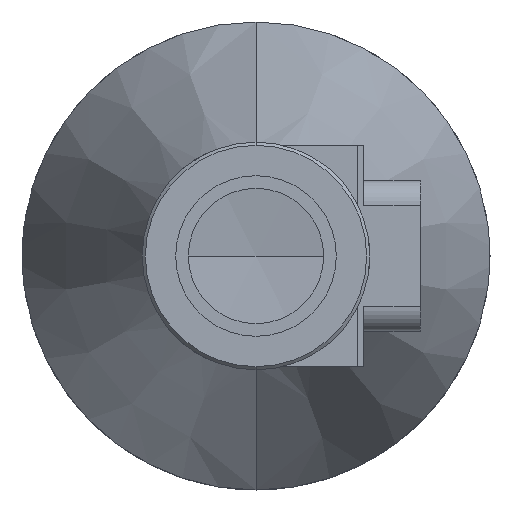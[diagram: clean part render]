
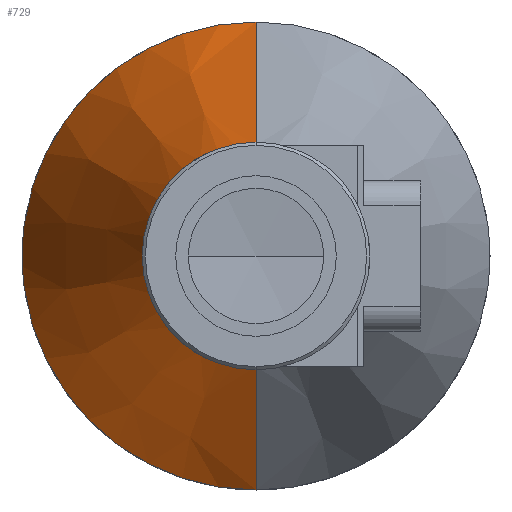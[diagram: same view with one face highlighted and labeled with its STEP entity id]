
A CAD part, front view. The second image highlights one B-rep face of the part: STEP entity #729.
In plain terms, the highlighted conical face has half-angle 21.083 degrees and reference radius 37 mm.
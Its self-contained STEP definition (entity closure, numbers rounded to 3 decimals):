
#7 = DIRECTION ( 'NONE',  ( 0., 1., 0. ) ) ;
#43 = DIRECTION ( 'NONE',  ( 0., 1., 0. ) ) ;
#123 = CARTESIAN_POINT ( 'NONE',  ( 0., 27., 0. ) ) ;
#159 = EDGE_CURVE ( 'NONE', #4195, #942, #3040, .T. ) ;
#163 = ORIENTED_EDGE ( 'NONE', *, *, #3988, .F. ) ;
#262 = FACE_OUTER_BOUND ( 'NONE', #1506, .T. ) ;
#289 = ORIENTED_EDGE ( 'NONE', *, *, #3924, .F. ) ;
#570 = CARTESIAN_POINT ( 'NONE',  ( 0., 77.58, -37. ) ) ;
#591 = ORIENTED_EDGE ( 'NONE', *, *, #1138, .T. ) ;
#631 = CARTESIAN_POINT ( 'NONE',  ( 0., 77.58, 37. ) ) ;
#657 = ORIENTED_EDGE ( 'NONE', *, *, #159, .F. ) ;
#691 = AXIS2_PLACEMENT_3D ( 'NONE', #123, #2863, #3194 ) ;
#729 = ADVANCED_FACE ( 'NONE', ( #262 ), #1883, .T. ) ;
#863 = VERTEX_POINT ( 'NONE', #2702 ) ;
#873 = DIRECTION ( 'NONE',  ( 0., 0., 1. ) ) ;
#942 = VERTEX_POINT ( 'NONE', #631 ) ;
#992 = CARTESIAN_POINT ( 'NONE',  ( -36.661, 77.58, -5. ) ) ;
#1064 = VECTOR ( 'NONE', #1583, 1000. ) ;
#1094 = CARTESIAN_POINT ( 'NONE',  ( 0., 77.58, 0. ) ) ;
#1138 = EDGE_CURVE ( 'NONE', #2010, #863, #3321, .T. ) ;
#1266 = EDGE_CURVE ( 'NONE', #2010, #3619, #1984, .T. ) ;
#1355 = AXIS2_PLACEMENT_3D ( 'NONE', #1651, #3653, #873 ) ;
#1428 = DIRECTION ( 'NONE',  ( 0., 0., 1. ) ) ;
#1449 = CARTESIAN_POINT ( 'NONE',  ( 0., 27., -17.5 ) ) ;
#1454 = CARTESIAN_POINT ( 'NONE',  ( 0., 77.58, 37. ) ) ;
#1506 = EDGE_LOOP ( 'NONE', ( #4219, #591, #3276, #657, #289, #163 ) ) ;
#1583 = DIRECTION ( 'NONE',  ( 0., 0.933, -0.36 ) ) ;
#1608 = CIRCLE ( 'NONE', #3164, 37. ) ;
#1651 = CARTESIAN_POINT ( 'NONE',  ( 0., 77.58, 0. ) ) ;
#1883 = CONICAL_SURFACE ( 'NONE', #2827, 37., 0.368 ) ;
#1884 = CARTESIAN_POINT ( 'NONE',  ( 0., 77.58, -37. ) ) ;
#1984 = LINE ( 'NONE', #570, #1064 ) ;
#2010 = VERTEX_POINT ( 'NONE', #1449 ) ;
#2073 = CARTESIAN_POINT ( 'NONE',  ( 0., 77.58, 0. ) ) ;
#2098 = DIRECTION ( 'NONE',  ( 0., 0., 1. ) ) ;
#2161 = CARTESIAN_POINT ( 'NONE',  ( 0., 77.58, 0. ) ) ;
#2422 = DIRECTION ( 'NONE',  ( 0., 0., 1. ) ) ;
#2648 = LINE ( 'NONE', #1454, #2755 ) ;
#2702 = CARTESIAN_POINT ( 'NONE',  ( 0., 27., 17.5 ) ) ;
#2755 = VECTOR ( 'NONE', #3874, 1000. ) ;
#2827 = AXIS2_PLACEMENT_3D ( 'NONE', #2161, #43, #2098 ) ;
#2863 = DIRECTION ( 'NONE',  ( 0., 1., 0. ) ) ;
#3040 = CIRCLE ( 'NONE', #1355, 37. ) ;
#3131 = CARTESIAN_POINT ( 'NONE',  ( -36.661, 77.58, 5. ) ) ;
#3164 = AXIS2_PLACEMENT_3D ( 'NONE', #2073, #7, #2422 ) ;
#3194 = DIRECTION ( 'NONE',  ( 0., 0., 1. ) ) ;
#3276 = ORIENTED_EDGE ( 'NONE', *, *, #3417, .T. ) ;
#3321 = CIRCLE ( 'NONE', #691, 17.5 ) ;
#3417 = EDGE_CURVE ( 'NONE', #863, #942, #2648, .T. ) ;
#3502 = DIRECTION ( 'NONE',  ( 0., 1., 0. ) ) ;
#3619 = VERTEX_POINT ( 'NONE', #1884 ) ;
#3653 = DIRECTION ( 'NONE',  ( 0., 1., 0. ) ) ;
#3855 = AXIS2_PLACEMENT_3D ( 'NONE', #1094, #3502, #1428 ) ;
#3856 = VERTEX_POINT ( 'NONE', #992 ) ;
#3874 = DIRECTION ( 'NONE',  ( 0., 0.933, 0.36 ) ) ;
#3924 = EDGE_CURVE ( 'NONE', #3856, #4195, #1608, .T. ) ;
#3988 = EDGE_CURVE ( 'NONE', #3619, #3856, #4132, .T. ) ;
#4132 = CIRCLE ( 'NONE', #3855, 37. ) ;
#4195 = VERTEX_POINT ( 'NONE', #3131 ) ;
#4219 = ORIENTED_EDGE ( 'NONE', *, *, #1266, .F. ) ;
